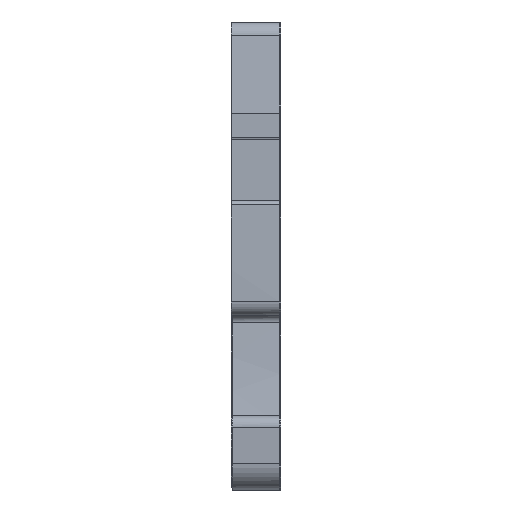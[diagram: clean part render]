
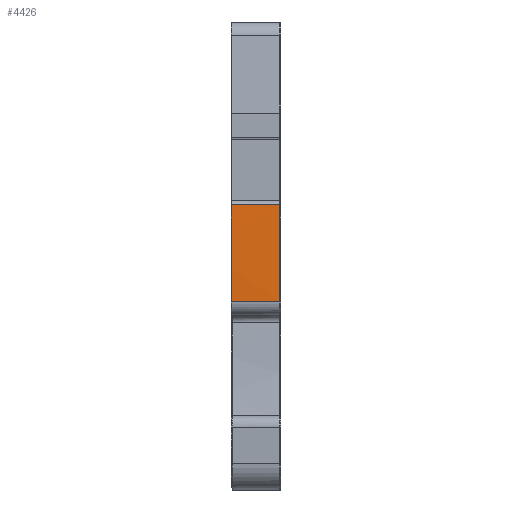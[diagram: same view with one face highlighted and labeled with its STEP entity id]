
A CAD part, front view. The second image highlights one B-rep face of the part: STEP entity #4426.
In plain terms, the highlighted cylindrical face has radius 122.182 mm (diameter 244.364 mm), a partial arc.
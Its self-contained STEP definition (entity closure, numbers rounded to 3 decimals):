
#4406=AXIS2_PLACEMENT_3D('Cylinder Axis2P3D',#4403,#4404,#4405) ;
#4410=AXIS2_PLACEMENT_3D('Circle Axis2P3D',#4408,#4409,$) ;
#541=CARTESIAN_POINT('Vertex',(3.45,1.518,20.35)) ;
#545=CARTESIAN_POINT('Control Point',(3.45,1.518,20.35)) ;
#546=CARTESIAN_POINT('Control Point',(3.45,1.481,18.965)) ;
#547=CARTESIAN_POINT('Control Point',(3.45,1.463,17.579)) ;
#548=CARTESIAN_POINT('Control Point',(3.45,1.465,16.192)) ;
#549=CARTESIAN_POINT('Control Point',(3.45,1.486,14.806)) ;
#550=CARTESIAN_POINT('Control Point',(3.45,1.528,13.42)) ;
#551=CARTESIAN_POINT('Vertex',(3.45,1.528,13.42)) ;
#4387=CARTESIAN_POINT('Vertex',(0.,1.518,20.35)) ;
#4390=CARTESIAN_POINT('Line Origine',(1.725,1.518,20.35)) ;
#4403=CARTESIAN_POINT('Axis2P3D Location',(1.75,123.656,17.05)) ;
#4408=CARTESIAN_POINT('Axis2P3D Location',(0.,123.656,17.05)) ;
#4412=CARTESIAN_POINT('Vertex',(0.,1.528,13.42)) ;
#4415=CARTESIAN_POINT('Line Origine',(1.75,1.528,13.42)) ;
#4391=DIRECTION('Vector Direction',(-1.,0.,0.)) ;
#4404=DIRECTION('Axis2P3D Direction',(1.,0.,0.)) ;
#4405=DIRECTION('Axis2P3D XDirection',(0.,-0.992,0.126)) ;
#4409=DIRECTION('Axis2P3D Direction',(1.,0.,0.)) ;
#4416=DIRECTION('Vector Direction',(1.,0.,0.)) ;
#4392=VECTOR('Line Direction',#4391,1.) ;
#4417=VECTOR('Line Direction',#4416,1.) ;
#4421=ORIENTED_EDGE('',*,*,#4394,.T.) ;
#4422=ORIENTED_EDGE('',*,*,#4414,.T.) ;
#4423=ORIENTED_EDGE('',*,*,#4419,.F.) ;
#4424=ORIENTED_EDGE('',*,*,#553,.T.) ;
#4426=ADVANCED_FACE('MLD 1',(#4425),#4407,.T.) ;
#544=B_SPLINE_CURVE_WITH_KNOTS('',5,(#545,#546,#547,#548,#549,#550),.UNSPECIFIED.,.F.,.U.,(6,6),(0.,9.801),.UNSPECIFIED.) ;
#4411=CIRCLE('generated circle',#4410,122.182) ;
#4407=CYLINDRICAL_SURFACE('generated cylinder',#4406,122.182) ;
#553=EDGE_CURVE('',#552,#542,#544,.F.) ;
#4394=EDGE_CURVE('',#542,#4388,#4393,.T.) ;
#4414=EDGE_CURVE('',#4388,#4413,#4411,.T.) ;
#4419=EDGE_CURVE('',#552,#4413,#4418,.F.) ;
#4420=EDGE_LOOP('',(#4421,#4422,#4423,#4424)) ;
#4425=FACE_OUTER_BOUND('',#4420,.T.) ;
#4393=LINE('Line',#4390,#4392) ;
#4418=LINE('Line',#4415,#4417) ;
#542=VERTEX_POINT('',#541) ;
#552=VERTEX_POINT('',#551) ;
#4388=VERTEX_POINT('',#4387) ;
#4413=VERTEX_POINT('',#4412) ;
